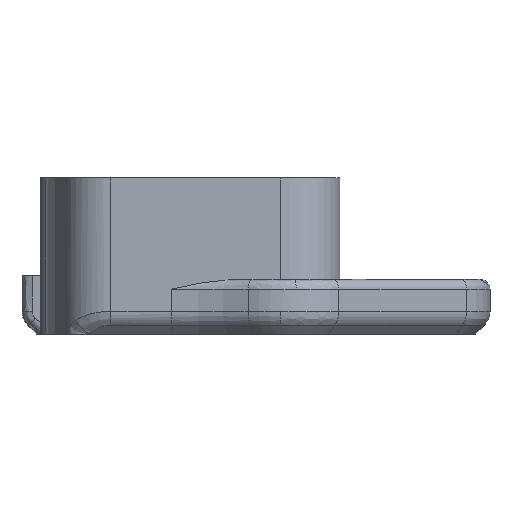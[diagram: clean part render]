
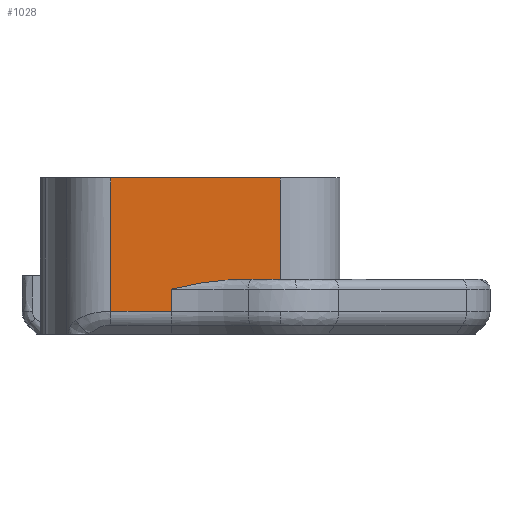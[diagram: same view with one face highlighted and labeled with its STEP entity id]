
A CAD part, left-side view. The second image highlights one B-rep face of the part: STEP entity #1028.
In plain terms, the highlighted planar face has unit normal (-1, 0, 0).
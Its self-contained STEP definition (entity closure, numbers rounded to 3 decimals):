
#37 = CARTESIAN_POINT ( 'NONE',  ( -17.275, -5.308, -13.672 ) ) ;
#227 = CARTESIAN_POINT ( 'NONE',  ( -17.274, -10.139, -10.494 ) ) ;
#362 = ORIENTED_EDGE ( 'NONE', *, *, #4636, .F. ) ;
#378 = VECTOR ( 'NONE', #4031, 1000. ) ;
#468 = VERTEX_POINT ( 'NONE', #5130 ) ;
#511 = LINE ( 'NONE', #3284, #4851 ) ;
#614 = DIRECTION ( 'NONE',  ( 1., 0., 0. ) ) ;
#643 = CARTESIAN_POINT ( 'NONE',  ( -17.275, 0.883, 0. ) ) ;
#644 = CARTESIAN_POINT ( 'NONE',  ( -17.273, -8.495, -10.734 ) ) ;
#668 = CARTESIAN_POINT ( 'NONE',  ( -17.273, -8.501, -10.733 ) ) ;
#860 = AXIS2_PLACEMENT_3D ( 'NONE', #2598, #614, #4935 ) ;
#870 = VECTOR ( 'NONE', #2085, 1000. ) ;
#876 = B_SPLINE_CURVE_WITH_KNOTS ( 'NONE', 3,
 ( #2896, #909, #3486, #2260, #3849, #1034, #5042, #4987, #1452, #1478, #3049, #227, #1528, #4621, #2601, #2653, #1824, #4669, #4644, #4214, #1058, #2316, #668, #644, #3126, #2706, #3464, #1846, #4234 ),
 .UNSPECIFIED., .F., .F.,
 ( 4, 2, 2, 1, 1, 1, 2, 2, 2, 2, 1, 1, 1, 1, 2, 2, 2, 4 ),
 ( 0., 0.125, 0.188, 0.219, 0.234, 0.242, 0.246, 0.25, 0.375, 0.438, 0.469, 0.484, 0.492, 0.496, 0.498, 0.5, 0.75, 1. ),
 .UNSPECIFIED. ) ;
#881 = CARTESIAN_POINT ( 'NONE',  ( -17.275, -16.5, 0. ) ) ;
#909 = CARTESIAN_POINT ( 'NONE',  ( -17.275, -11.478, -10.4 ) ) ;
#1028 = ADVANCED_FACE ( 'NONE', ( #4187 ), #2234, .F. ) ;
#1034 = CARTESIAN_POINT ( 'NONE',  ( -17.275, -10.49, -10.459 ) ) ;
#1058 = CARTESIAN_POINT ( 'NONE',  ( -17.273, -8.525, -10.729 ) ) ;
#1108 = DIRECTION ( 'NONE',  ( 0., 1., 0. ) ) ;
#1406 = VERTEX_POINT ( 'NONE', #3107 ) ;
#1452 = CARTESIAN_POINT ( 'NONE',  ( -17.274, -10.195, -10.488 ) ) ;
#1478 = CARTESIAN_POINT ( 'NONE',  ( -17.274, -10.168, -10.491 ) ) ;
#1524 = VECTOR ( 'NONE', #4085, 1000. ) ;
#1528 = CARTESIAN_POINT ( 'NONE',  ( -17.274, -9.89, -10.522 ) ) ;
#1557 = EDGE_CURVE ( 'NONE', #1842, #1828, #2113, .T. ) ;
#1824 = CARTESIAN_POINT ( 'NONE',  ( -17.273, -8.865, -10.671 ) ) ;
#1828 = VERTEX_POINT ( 'NONE', #3774 ) ;
#1842 = VERTEX_POINT ( 'NONE', #643 ) ;
#1846 = CARTESIAN_POINT ( 'NONE',  ( -17.275, -5.969, -11.252 ) ) ;
#1923 = CARTESIAN_POINT ( 'NONE',  ( -17.275, -1.303, -13.672 ) ) ;
#1998 = ORIENTED_EDGE ( 'NONE', *, *, #2790, .T. ) ;
#2085 = DIRECTION ( 'NONE',  ( 0., 0., 1. ) ) ;
#2113 = LINE ( 'NONE', #2483, #1524 ) ;
#2139 = DIRECTION ( 'NONE',  ( 0., 0., 1. ) ) ;
#2234 = PLANE ( 'NONE',  #860 ) ;
#2260 = CARTESIAN_POINT ( 'NONE',  ( -17.275, -10.834, -10.431 ) ) ;
#2273 = ORIENTED_EDGE ( 'NONE', *, *, #4673, .F. ) ;
#2316 = CARTESIAN_POINT ( 'NONE',  ( -17.273, -8.51, -10.731 ) ) ;
#2483 = CARTESIAN_POINT ( 'NONE',  ( -17.275, -14.013, 0. ) ) ;
#2492 = VERTEX_POINT ( 'NONE', #37 ) ;
#2493 = LINE ( 'NONE', #881, #378 ) ;
#2524 = CARTESIAN_POINT ( 'NONE',  ( -17.275, 0.883, -13.672 ) ) ;
#2582 = EDGE_LOOP ( 'NONE', ( #1998, #3663, #362, #2980, #4678, #2273, #4301 ) ) ;
#2598 = CARTESIAN_POINT ( 'NONE',  ( -17.275, 3.763, 0. ) ) ;
#2601 = CARTESIAN_POINT ( 'NONE',  ( -17.274, -9.222, -10.614 ) ) ;
#2653 = CARTESIAN_POINT ( 'NONE',  ( -17.274, -9.082, -10.636 ) ) ;
#2706 = CARTESIAN_POINT ( 'NONE',  ( -17.274, -7.624, -10.896 ) ) ;
#2790 = EDGE_CURVE ( 'NONE', #2492, #3320, #3311, .T. ) ;
#2896 = CARTESIAN_POINT ( 'NONE',  ( -17.275, -11.711, -10.4 ) ) ;
#2980 = ORIENTED_EDGE ( 'NONE', *, *, #3870, .F. ) ;
#3049 = CARTESIAN_POINT ( 'NONE',  ( -17.274, -10.149, -10.493 ) ) ;
#3050 = CARTESIAN_POINT ( 'NONE',  ( -17.275, -5.308, -11.4 ) ) ;
#3051 = VECTOR ( 'NONE', #2139, 1000. ) ;
#3107 = CARTESIAN_POINT ( 'NONE',  ( -17.275, -16.5, -10.4 ) ) ;
#3126 = CARTESIAN_POINT ( 'NONE',  ( -17.273, -8.091, -10.806 ) ) ;
#3284 = CARTESIAN_POINT ( 'NONE',  ( -17.275, -29.62, -10.4 ) ) ;
#3310 = CARTESIAN_POINT ( 'NONE',  ( -17.275, 0.883, 0. ) ) ;
#3311 = LINE ( 'NONE', #4830, #870 ) ;
#3320 = VERTEX_POINT ( 'NONE', #3050 ) ;
#3464 = CARTESIAN_POINT ( 'NONE',  ( -17.275, -6.563, -11.119 ) ) ;
#3486 = CARTESIAN_POINT ( 'NONE',  ( -17.275, -11.229, -10.408 ) ) ;
#3663 = ORIENTED_EDGE ( 'NONE', *, *, #4784, .F. ) ;
#3696 = LINE ( 'NONE', #3310, #3051 ) ;
#3774 = CARTESIAN_POINT ( 'NONE',  ( -17.275, -16.5, 0. ) ) ;
#3803 = LINE ( 'NONE', #1923, #4369 ) ;
#3849 = CARTESIAN_POINT ( 'NONE',  ( -17.275, -10.698, -10.441 ) ) ;
#3870 = EDGE_CURVE ( 'NONE', #1828, #1406, #2493, .T. ) ;
#4031 = DIRECTION ( 'NONE',  ( 0., 0., -1. ) ) ;
#4081 = DIRECTION ( 'NONE',  ( 0., 1., 0. ) ) ;
#4085 = DIRECTION ( 'NONE',  ( 0., -1., 0. ) ) ;
#4187 = FACE_OUTER_BOUND ( 'NONE', #2582, .T. ) ;
#4214 = CARTESIAN_POINT ( 'NONE',  ( -17.273, -8.558, -10.723 ) ) ;
#4234 = CARTESIAN_POINT ( 'NONE',  ( -17.275, -5.308, -11.4 ) ) ;
#4301 = ORIENTED_EDGE ( 'NONE', *, *, #4877, .F. ) ;
#4369 = VECTOR ( 'NONE', #1108, 1000. ) ;
#4621 = CARTESIAN_POINT ( 'NONE',  ( -17.274, -9.632, -10.555 ) ) ;
#4636 = EDGE_CURVE ( 'NONE', #1406, #468, #511, .T. ) ;
#4640 = VERTEX_POINT ( 'NONE', #2524 ) ;
#4644 = CARTESIAN_POINT ( 'NONE',  ( -17.273, -8.624, -10.712 ) ) ;
#4669 = CARTESIAN_POINT ( 'NONE',  ( -17.273, -8.755, -10.689 ) ) ;
#4673 = EDGE_CURVE ( 'NONE', #4640, #1842, #3696, .T. ) ;
#4678 = ORIENTED_EDGE ( 'NONE', *, *, #1557, .F. ) ;
#4784 = EDGE_CURVE ( 'NONE', #468, #3320, #876, .T. ) ;
#4830 = CARTESIAN_POINT ( 'NONE',  ( -17.275, -5.308, 0. ) ) ;
#4851 = VECTOR ( 'NONE', #4081, 1000. ) ;
#4877 = EDGE_CURVE ( 'NONE', #2492, #4640, #3803, .T. ) ;
#4935 = DIRECTION ( 'NONE',  ( 0., 1., 0. ) ) ;
#4987 = CARTESIAN_POINT ( 'NONE',  ( -17.274, -10.258, -10.482 ) ) ;
#5042 = CARTESIAN_POINT ( 'NONE',  ( -17.275, -10.384, -10.469 ) ) ;
#5130 = CARTESIAN_POINT ( 'NONE',  ( -17.275, -11.711, -10.4 ) ) ;
